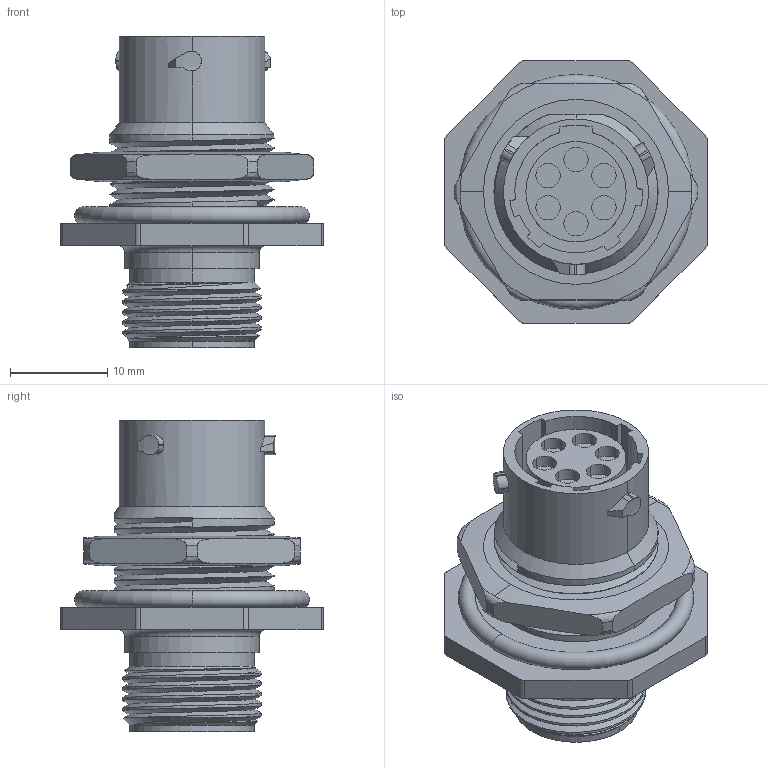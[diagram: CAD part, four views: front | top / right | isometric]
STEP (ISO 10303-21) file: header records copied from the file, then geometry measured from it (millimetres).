
FILE_DESCRIPTION((''),'2;1');
FILE_NAME('UTS7106S_CATALOGUE_PRT','2010-09-24T',('amartin'),(''),'PRO/ENGINEER BY PARAMETRIC TECHNOLOGY CORPORATION, 2007390','PRO/ENGINEER BY PARAMETRIC TECHNOLOGY CORPORATION, 2007390','');
FILE_SCHEMA(('CONFIG_CONTROL_DESIGN'));
Length unit declared in the file: millimetre
Products named in the file (1): UTS7106S_CATALOGUE_PRT
Bounding box: 26.97 x 26.97 x 32 mm (x, y, z)
Volume: 6117.3 mm3; surface area: 4950 mm2
Topology: 1 solids, 2 shells, 210 faces, 538 edges, 354 vertices
Faces by surface type: cylinder 98, plane 76, torus 18, cone 10, bspline 8
Entity records: 8926 total; most frequent: CARTESIAN_POINT 3860, ORIENTED_EDGE 1076, DIRECTION 1011, EDGE_CURVE 538, AXIS2_PLACEMENT_3D 398, VERTEX_POINT 354, EDGE_LOOP 234, VECTOR 215
